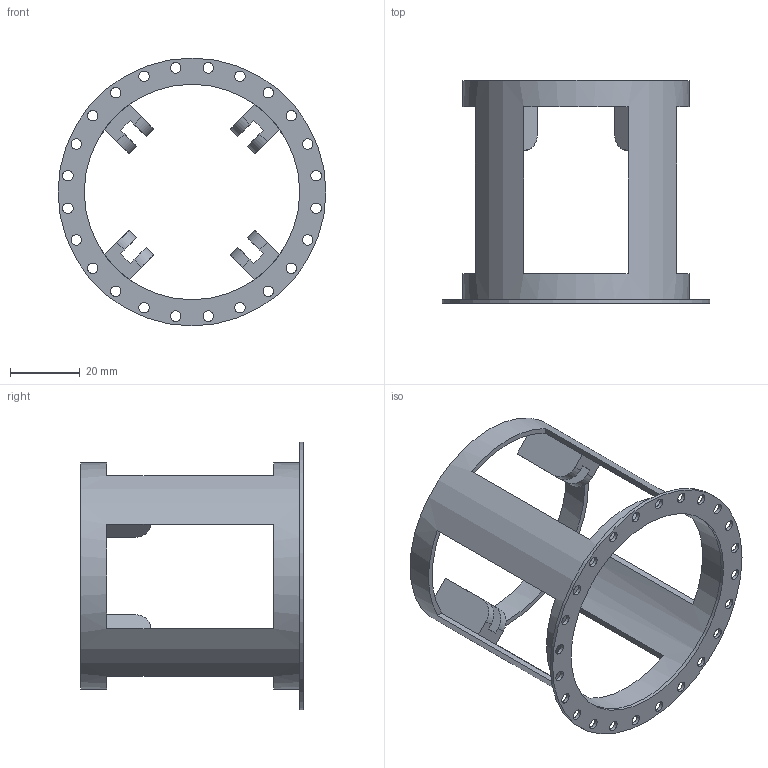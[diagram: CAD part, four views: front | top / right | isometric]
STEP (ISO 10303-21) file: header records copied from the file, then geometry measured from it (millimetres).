
FILE_DESCRIPTION(/* description */ (''),/* implementation_level */ '2;1');
FILE_NAME(/* name */ 'Hour Wheel 1.step',/* time_stamp */ '2021-06-25T11:39:16+08:00',/* author */ (''),/* organization */ (''),/* preprocessor_version */ 'ST-DEVELOPER v18.1',/* originating_system */ 'Autodesk Translation Framework v10.9.0.1377',/* authorisation */ '');
FILE_SCHEMA (('AUTOMOTIVE_DESIGN { 1 0 10303 214 3 1 1 }'));
Length unit declared in the file: millimetre
Products named in the file (3): Hour Wheel 1; Wheel; Axis
Assembly tree (2 placements, depth 2):
  Hour Wheel 1
    Wheel
    Axis
Bounding box: 77 x 64 x 77 mm (x, y, z)
Volume: 17328.7 mm3; surface area: 21474.9 mm2
Topology: 2 solids, 2 shells, 88 faces, 258 edges, 172 vertices
Faces by surface type: plane 52, cylinder 36
Full cylindrical faces by diameter (mm): 3 x24, 62 x2, 65 x1, 77 x1
Entity records: 3174 total; most frequent: DIRECTION 544, CARTESIAN_POINT 523, ORIENTED_EDGE 516, EDGE_CURVE 258, AXIS2_PLACEMENT_3D 193, VERTEX_POINT 172, LINE 158, VECTOR 158
